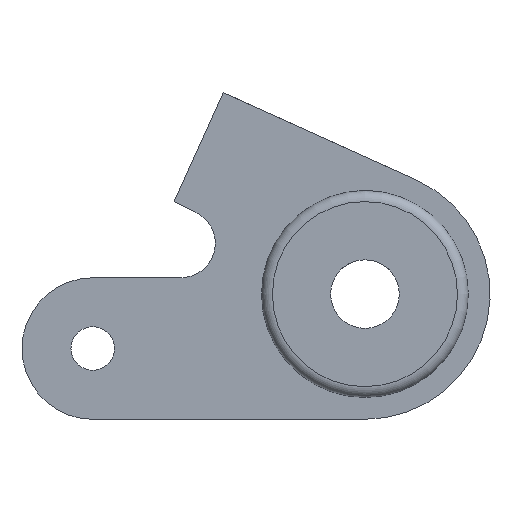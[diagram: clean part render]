
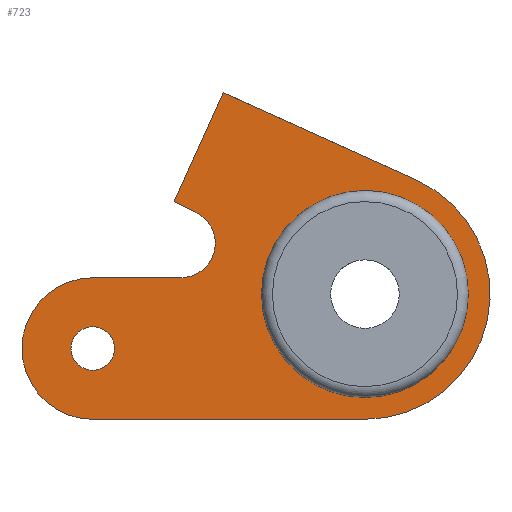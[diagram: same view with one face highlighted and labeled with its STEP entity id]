
A CAD part, front view. The second image highlights one B-rep face of the part: STEP entity #723.
In plain terms, the highlighted planar face has unit normal (0, -1, 0).
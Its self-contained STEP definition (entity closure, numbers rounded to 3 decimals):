
#417=CARTESIAN_POINT('',(-0.,0.,9.5));
#418=VERTEX_POINT('',#417);
#425=CARTESIAN_POINT('',(0.,0.,0.));
#426=DIRECTION('',(0.,1.,0.));
#427=DIRECTION('',(0.,-0.,1.));
#428=AXIS2_PLACEMENT_3D('',#425,#426,#427);
#429=CIRCLE('',#428,9.5);
#430=EDGE_CURVE('',#418,#418,#429,.T.);
#626=CARTESIAN_POINT('',(0.,0.,0.));
#627=DIRECTION('',(0.,1.,0.));
#628=DIRECTION('',(0.,0.,1.));
#629=AXIS2_PLACEMENT_3D('',#626,#627,#628);
#630=PLANE('',#629);
#631=ORIENTED_EDGE('',*,*,#430,.T.);
#632=EDGE_LOOP('',(#631));
#633=FACE_BOUND('',#632,.T.);
#634=CARTESIAN_POINT('',(4.738,0.,10.478));
#635=VERTEX_POINT('',#634);
#636=CARTESIAN_POINT('',(0.,0.,-11.5));
#637=VERTEX_POINT('',#636);
#638=CARTESIAN_POINT('',(0.,0.,0.));
#639=DIRECTION('',(0.,1.,0.));
#640=DIRECTION('',(0.,-0.,1.));
#641=AXIS2_PLACEMENT_3D('',#638,#639,#640);
#642=CIRCLE('',#641,11.5);
#643=EDGE_CURVE('',#635,#637,#642,.T.);
#644=ORIENTED_EDGE('',*,*,#643,.F.);
#645=CARTESIAN_POINT('',(-13.,0.,18.5));
#646=VERTEX_POINT('',#645);
#647=CARTESIAN_POINT('',(-13.,0.,18.5));
#648=DIRECTION('',(0.911,0.,-0.412));
#649=VECTOR('',#648,19.468);
#650=LINE('',#647,#649);
#651=EDGE_CURVE('',#646,#635,#650,.T.);
#652=ORIENTED_EDGE('',*,*,#651,.F.);
#653=CARTESIAN_POINT('',(-17.532,0.,8.477));
#654=VERTEX_POINT('',#653);
#655=CARTESIAN_POINT('',(-17.532,0.,8.477));
#656=DIRECTION('',(0.412,0.,0.911));
#657=VECTOR('',#656,11.);
#658=LINE('',#655,#657);
#659=EDGE_CURVE('',#654,#646,#658,.T.);
#660=ORIENTED_EDGE('',*,*,#659,.F.);
#661=CARTESIAN_POINT('',(-15.532,0.,7.51));
#662=VERTEX_POINT('',#661);
#663=CARTESIAN_POINT('',(-15.532,0.,7.51));
#664=DIRECTION('',(-0.9,0.,0.435));
#665=VECTOR('',#664,2.222);
#666=LINE('',#663,#665);
#667=EDGE_CURVE('',#662,#654,#666,.T.);
#668=ORIENTED_EDGE('',*,*,#667,.F.);
#669=CARTESIAN_POINT('',(-16.909,0.,1.5));
#670=VERTEX_POINT('',#669);
#671=CARTESIAN_POINT('',(-16.909,0.,4.663));
#672=DIRECTION('',(0.,-1.,0.));
#673=DIRECTION('',(0.,0.,-1.));
#674=AXIS2_PLACEMENT_3D('',#671,#672,#673);
#675=CIRCLE('',#674,3.163);
#676=EDGE_CURVE('',#670,#662,#675,.T.);
#677=ORIENTED_EDGE('',*,*,#676,.F.);
#678=CARTESIAN_POINT('',(-25.,0.,1.5));
#679=VERTEX_POINT('',#678);
#680=CARTESIAN_POINT('',(-25.,0.,1.5));
#681=DIRECTION('',(1.,0.,-0.));
#682=VECTOR('',#681,8.091);
#683=LINE('',#680,#682);
#684=EDGE_CURVE('',#679,#670,#683,.T.);
#685=ORIENTED_EDGE('',*,*,#684,.F.);
#686=CARTESIAN_POINT('',(-25.,0.,-11.5));
#687=VERTEX_POINT('',#686);
#688=CARTESIAN_POINT('',(-25.,0.,-5.));
#689=DIRECTION('',(0.,1.,0.));
#690=DIRECTION('',(0.,-0.,1.));
#691=AXIS2_PLACEMENT_3D('',#688,#689,#690);
#692=CIRCLE('',#691,6.5);
#693=EDGE_CURVE('',#687,#679,#692,.T.);
#694=ORIENTED_EDGE('',*,*,#693,.F.);
#695=CARTESIAN_POINT('',(0.,0.,-11.5));
#696=DIRECTION('',(-1.,0.,0.));
#697=VECTOR('',#696,25.);
#698=LINE('',#695,#697);
#699=EDGE_CURVE('',#637,#687,#698,.T.);
#700=ORIENTED_EDGE('',*,*,#699,.F.);
#701=EDGE_LOOP('',(#644,#652,#660,#668,#677,#685,#694,#700));
#702=FACE_BOUND('',#701,.T.);
#703=CARTESIAN_POINT('',(-25.,0.,-3.));
#704=VERTEX_POINT('',#703);
#705=CARTESIAN_POINT('',(-25.,0.,-7.));
#706=VERTEX_POINT('',#705);
#707=CARTESIAN_POINT('',(-25.,0.,-5.));
#708=DIRECTION('',(0.,1.,0.));
#709=DIRECTION('',(0.,-0.,1.));
#710=AXIS2_PLACEMENT_3D('',#707,#708,#709);
#711=CIRCLE('',#710,2.);
#712=EDGE_CURVE('',#704,#706,#711,.T.);
#713=ORIENTED_EDGE('',*,*,#712,.T.);
#714=CARTESIAN_POINT('',(-25.,0.,-5.));
#715=DIRECTION('',(0.,1.,0.));
#716=DIRECTION('',(0.,-0.,1.));
#717=AXIS2_PLACEMENT_3D('',#714,#715,#716);
#718=CIRCLE('',#717,2.);
#719=EDGE_CURVE('',#706,#704,#718,.T.);
#720=ORIENTED_EDGE('',*,*,#719,.T.);
#721=EDGE_LOOP('',(#713,#720));
#722=FACE_BOUND('',#721,.T.);
#723=ADVANCED_FACE('',(#633,#702,#722),#630,.F.);
